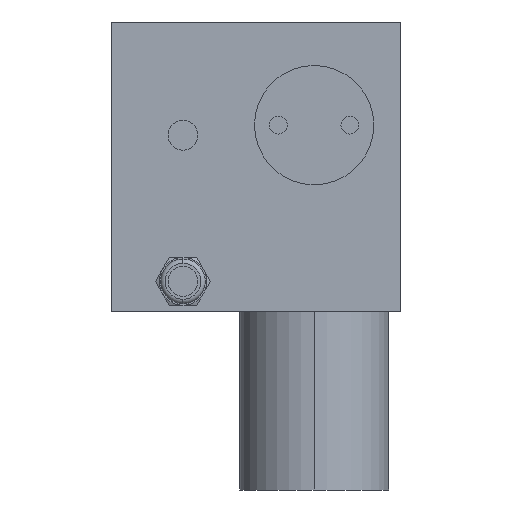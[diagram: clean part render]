
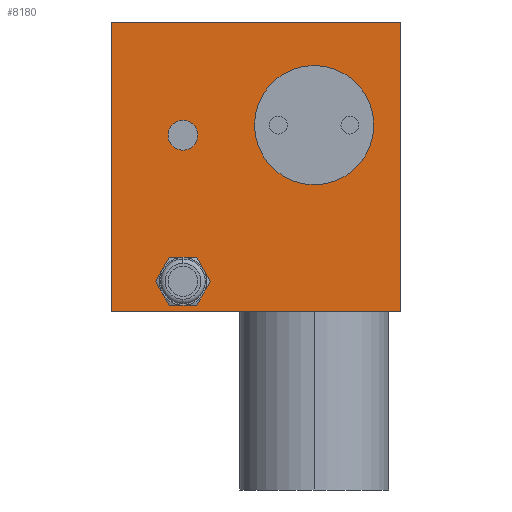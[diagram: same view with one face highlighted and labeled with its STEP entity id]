
A CAD part, left-side view. The second image highlights one B-rep face of the part: STEP entity #8180.
In plain terms, the highlighted planar face has unit normal (-1, 0, 0).
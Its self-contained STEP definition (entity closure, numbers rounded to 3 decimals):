
#1285=DIRECTION('',(0.,0.,1.));
#1286=VECTOR('',#1285,48.5);
#1287=CARTESIAN_POINT('',(0.,48.5,-48.5));
#1288=LINE('',#1287,#1286);
#1329=DIRECTION('',(0.,-1.,0.));
#1330=VECTOR('',#1329,48.5);
#1331=CARTESIAN_POINT('',(0.,48.5,-48.5));
#1332=LINE('',#1331,#1330);
#1333=DIRECTION('',(0.,1.,0.));
#1334=VECTOR('',#1333,48.5);
#1335=CARTESIAN_POINT('',(0.,0.,0.));
#1336=LINE('',#1335,#1334);
#1337=DIRECTION('',(0.,0.,1.));
#1338=VECTOR('',#1337,48.5);
#1339=CARTESIAN_POINT('',(0.,0.,-48.5));
#1340=LINE('',#1339,#1338);
#1341=CARTESIAN_POINT('',(0.,14.5,-17.3));
#1342=DIRECTION('',(1.,0.,0.));
#1343=DIRECTION('',(0.,0.,-1.));
#1344=AXIS2_PLACEMENT_3D('',#1341,#1342,#1343);
#1346=CARTESIAN_POINT('',(0.,14.5,-17.3));
#1347=DIRECTION('',(1.,0.,0.));
#1348=DIRECTION('',(0.,0.,1.));
#1349=AXIS2_PLACEMENT_3D('',#1346,#1347,#1348);
#1351=CARTESIAN_POINT('',(0.,36.5,-19.));
#1352=DIRECTION('',(1.,0.,0.));
#1353=DIRECTION('',(0.,0.,-1.));
#1354=AXIS2_PLACEMENT_3D('',#1351,#1352,#1353);
#1356=CARTESIAN_POINT('',(0.,36.5,-19.));
#1357=DIRECTION('',(1.,0.,0.));
#1358=DIRECTION('',(0.,0.,1.));
#1359=AXIS2_PLACEMENT_3D('',#1356,#1357,#1358);
#1361=CARTESIAN_POINT('',(0.,36.5,-43.5));
#1362=DIRECTION('',(-1.,0.,0.));
#1363=DIRECTION('',(0.,-0.866,0.5));
#1364=AXIS2_PLACEMENT_3D('',#1361,#1362,#1363);
#1366=CARTESIAN_POINT('',(0.,36.5,-43.5));
#1367=DIRECTION('',(-1.,0.,0.));
#1368=DIRECTION('',(0.,0.,1.));
#1369=AXIS2_PLACEMENT_3D('',#1366,#1367,#1368);
#1371=CARTESIAN_POINT('',(0.,36.5,-43.5));
#1372=DIRECTION('',(-1.,0.,0.));
#1373=DIRECTION('',(0.,0.866,0.5));
#1374=AXIS2_PLACEMENT_3D('',#1371,#1372,#1373);
#1376=CARTESIAN_POINT('',(0.,36.5,-43.5));
#1377=DIRECTION('',(-1.,0.,0.));
#1378=DIRECTION('',(0.,0.866,-0.5));
#1379=AXIS2_PLACEMENT_3D('',#1376,#1377,#1378);
#1381=CARTESIAN_POINT('',(0.,36.5,-43.5));
#1382=DIRECTION('',(-1.,0.,0.));
#1383=DIRECTION('',(0.,0.,-1.));
#1384=AXIS2_PLACEMENT_3D('',#1381,#1382,#1383);
#1386=CARTESIAN_POINT('',(0.,36.5,-43.5));
#1387=DIRECTION('',(-1.,0.,0.));
#1388=DIRECTION('',(0.,-0.866,-0.5));
#1389=AXIS2_PLACEMENT_3D('',#1386,#1387,#1388);
#5403=CARTESIAN_POINT('',(0.,0.,-48.5));
#5404=VERTEX_POINT('',#5403);
#5405=CARTESIAN_POINT('',(0.,48.5,-48.5));
#5406=VERTEX_POINT('',#5405);
#5421=CARTESIAN_POINT('',(0.,0.,0.));
#5422=VERTEX_POINT('',#5421);
#5423=CARTESIAN_POINT('',(0.,48.5,0.));
#5424=VERTEX_POINT('',#5423);
#6163=CARTESIAN_POINT('',(0.,14.5,-27.3));
#6164=CARTESIAN_POINT('',(0.,14.5,-7.3));
#6165=VERTEX_POINT('',#6163);
#6166=VERTEX_POINT('',#6164);
#6167=CARTESIAN_POINT('',(0.,36.5,-21.5));
#6168=CARTESIAN_POINT('',(0.,36.5,-16.5));
#6169=VERTEX_POINT('',#6167);
#6170=VERTEX_POINT('',#6168);
#6971=CARTESIAN_POINT('',(0.,33.036,-41.5));
#6972=CARTESIAN_POINT('',(0.,36.5,-39.5));
#6973=VERTEX_POINT('',#6971);
#6974=VERTEX_POINT('',#6972);
#6975=CARTESIAN_POINT('',(0.,39.964,-45.5));
#6976=CARTESIAN_POINT('',(0.,36.5,-47.5));
#6977=VERTEX_POINT('',#6975);
#6978=VERTEX_POINT('',#6976);
#6979=CARTESIAN_POINT('',(0.,33.036,-45.5));
#6980=VERTEX_POINT('',#6979);
#6981=CARTESIAN_POINT('',(0.,39.964,-41.5));
#6982=VERTEX_POINT('',#6981);
#8142=CARTESIAN_POINT('',(0.,24.25,-24.25));
#8143=DIRECTION('',(1.,0.,0.));
#8144=DIRECTION('',(0.,-1.,0.));
#8145=AXIS2_PLACEMENT_3D('',#8142,#8143,#8144);
#8146=PLANE('',#8145);
#8147=ORIENTED_EDGE('',*,*,#8038,.F.);
#8148=ORIENTED_EDGE('',*,*,#8113,.T.);
#8149=ORIENTED_EDGE('',*,*,#7395,.F.);
#8151=ORIENTED_EDGE('',*,*,#8150,.F.);
#8152=EDGE_LOOP('',(#8147,#8148,#8149,#8151));
#8153=FACE_OUTER_BOUND('',#8152,.F.);
#8155=ORIENTED_EDGE('',*,*,#8154,.F.);
#8157=ORIENTED_EDGE('',*,*,#8156,.F.);
#8158=EDGE_LOOP('',(#8155,#8157));
#8159=FACE_BOUND('',#8158,.F.);
#8161=ORIENTED_EDGE('',*,*,#8160,.F.);
#8163=ORIENTED_EDGE('',*,*,#8162,.F.);
#8164=EDGE_LOOP('',(#8161,#8163));
#8165=FACE_BOUND('',#8164,.F.);
#8167=ORIENTED_EDGE('',*,*,#8166,.T.);
#8169=ORIENTED_EDGE('',*,*,#8168,.T.);
#8171=ORIENTED_EDGE('',*,*,#8170,.T.);
#8173=ORIENTED_EDGE('',*,*,#8172,.T.);
#8175=ORIENTED_EDGE('',*,*,#8174,.T.);
#8177=ORIENTED_EDGE('',*,*,#8176,.T.);
#8178=EDGE_LOOP('',(#8167,#8169,#8171,#8173,#8175,#8177));
#8179=FACE_BOUND('',#8178,.F.);
#8180=ADVANCED_FACE('',(#8153,#8159,#8165,#8179),#8146,.F.);
#1345=CIRCLE('',#1344,10.);
#1350=CIRCLE('',#1349,10.);
#1355=CIRCLE('',#1354,2.5);
#1360=CIRCLE('',#1359,2.5);
#1365=CIRCLE('',#1364,4.);
#1370=CIRCLE('',#1369,4.);
#1375=CIRCLE('',#1374,4.);
#1380=CIRCLE('',#1379,4.);
#1385=CIRCLE('',#1384,4.);
#1390=CIRCLE('',#1389,4.);
#7395=EDGE_CURVE('',#5422,#5424,#1336,.T.);
#8038=EDGE_CURVE('',#5406,#5404,#1332,.T.);
#8113=EDGE_CURVE('',#5406,#5424,#1288,.T.);
#8150=EDGE_CURVE('',#5404,#5422,#1340,.T.);
#8154=EDGE_CURVE('',#6165,#6166,#1345,.T.);
#8156=EDGE_CURVE('',#6166,#6165,#1350,.T.);
#8160=EDGE_CURVE('',#6169,#6170,#1355,.T.);
#8162=EDGE_CURVE('',#6170,#6169,#1360,.T.);
#8166=EDGE_CURVE('',#6973,#6974,#1365,.T.);
#8168=EDGE_CURVE('',#6974,#6982,#1370,.T.);
#8170=EDGE_CURVE('',#6982,#6977,#1375,.T.);
#8172=EDGE_CURVE('',#6977,#6978,#1380,.T.);
#8174=EDGE_CURVE('',#6978,#6980,#1385,.T.);
#8176=EDGE_CURVE('',#6980,#6973,#1390,.T.);
